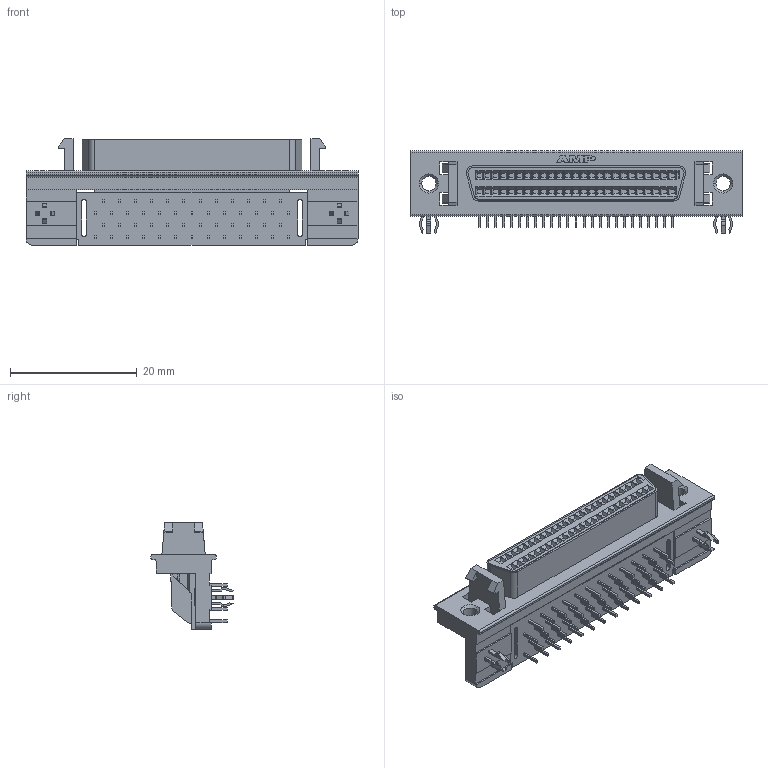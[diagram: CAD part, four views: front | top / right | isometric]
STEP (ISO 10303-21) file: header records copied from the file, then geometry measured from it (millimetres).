
FILE_DESCRIPTION(('STEP AP242'),'1');
FILE_NAME('5787395-5.stp','2025-02-04T22:27:37',('TraceParts'),('TraceParts S.A.'),'Spatial InterOp 3D',' ',' ');
FILE_SCHEMA(('AP242_MANAGED_MODEL_BASED_3D_ENGINEERING_MIM_LF {1 0 10303 442 1 1 4}'));
Length unit declared in the file: millimetre
Products named in the file (1): 5787395-5
Bounding box: 52.45 x 12.98 x 16.89 mm (x, y, z)
Volume: 4015.3 mm3; surface area: 3748 mm2
Topology: 1 solids, 1 shells, 875 faces, 2254 edges, 1496 vertices
Faces by surface type: plane 764, cylinder 93, cone 16, extrusion 2
Entity records: 26295 total; most frequent: CARTESIAN_POINT 4664, ORIENTED_EDGE 4508, DIRECTION 4210, EDGE_CURVE 2254, VECTOR 2042, LINE 2040, VERTEX_POINT 1496, AXIS2_PLACEMENT_3D 1084
